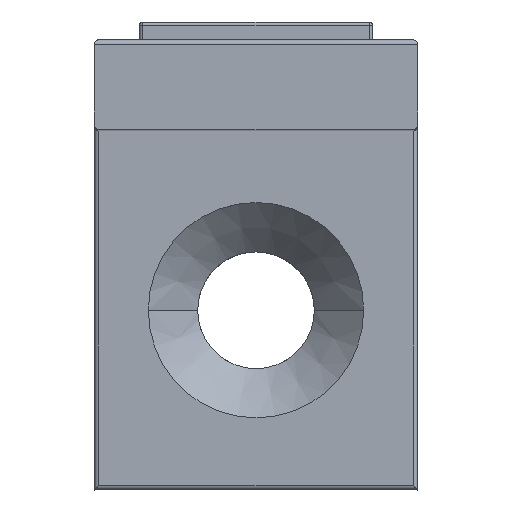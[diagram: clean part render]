
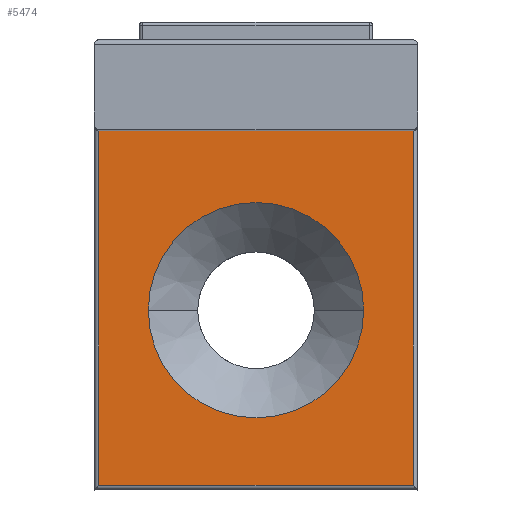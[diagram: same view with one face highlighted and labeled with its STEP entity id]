
A CAD part, top view. The second image highlights one B-rep face of the part: STEP entity #5474.
In plain terms, the highlighted planar face has unit normal (0, 0, 1).
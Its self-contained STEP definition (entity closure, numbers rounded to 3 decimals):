
#127 = VERTEX_POINT ( 'NONE', #12876 ) ;
#607 = AXIS2_PLACEMENT_3D ( 'NONE', #995, #4467, #8870 ) ;
#656 = DIRECTION ( 'NONE',  ( 0., 0., 1. ) ) ;
#713 = CARTESIAN_POINT ( 'NONE',  ( 0., -15., 7.5 ) ) ;
#903 = FACE_OUTER_BOUND ( 'NONE', #1044, .T. ) ;
#995 = CARTESIAN_POINT ( 'NONE',  ( 0., -15., 7.5 ) ) ;
#1044 = EDGE_LOOP ( 'NONE', ( #4327, #8998, #7486, #13119 ) ) ;
#1426 = AXIS2_PLACEMENT_3D ( 'NONE', #5276, #13181, #5419 ) ;
#1495 = VECTOR ( 'NONE', #4968, 1000. ) ;
#2094 = EDGE_CURVE ( 'NONE', #10247, #12981, #10508, .T. ) ;
#2184 = DIRECTION ( 'NONE',  ( 0., 1., 0. ) ) ;
#3383 = LINE ( 'NONE', #12624, #6203 ) ;
#3590 = LINE ( 'NONE', #4762, #8484 ) ;
#3706 = ORIENTED_EDGE ( 'NONE', *, *, #10808, .F. ) ;
#4327 = ORIENTED_EDGE ( 'NONE', *, *, #9735, .T. ) ;
#4467 = DIRECTION ( 'NONE',  ( 0., 0., 1. ) ) ;
#4762 = CARTESIAN_POINT ( 'NONE',  ( 9., -24.75, 7.5 ) ) ;
#4831 = CARTESIAN_POINT ( 'NONE',  ( -6., -15., 7.5 ) ) ;
#4968 = DIRECTION ( 'NONE',  ( -1., 0., 0. ) ) ;
#5276 = CARTESIAN_POINT ( 'NONE',  ( 9., -5., 7.5 ) ) ;
#5419 = DIRECTION ( 'NONE',  ( 0., 1., 0. ) ) ;
#5474 = ADVANCED_FACE ( 'NONE', ( #10902, #903 ), #11866, .F. ) ;
#6142 = CARTESIAN_POINT ( 'NONE',  ( 9., -5., 7.5 ) ) ;
#6170 = VERTEX_POINT ( 'NONE', #6494 ) ;
#6203 = VECTOR ( 'NONE', #2184, 1000. ) ;
#6494 = CARTESIAN_POINT ( 'NONE',  ( -8.75, -5., 7.5 ) ) ;
#6955 = EDGE_LOOP ( 'NONE', ( #11046, #3706 ) ) ;
#7136 = VERTEX_POINT ( 'NONE', #14251 ) ;
#7143 = LINE ( 'NONE', #6142, #1495 ) ;
#7486 = ORIENTED_EDGE ( 'NONE', *, *, #14093, .T. ) ;
#7845 = EDGE_CURVE ( 'NONE', #6170, #7136, #13503, .T. ) ;
#8484 = VECTOR ( 'NONE', #12567, 1000. ) ;
#8832 = CIRCLE ( 'NONE', #607, 6. ) ;
#8870 = DIRECTION ( 'NONE',  ( 1., 0., 0. ) ) ;
#8998 = ORIENTED_EDGE ( 'NONE', *, *, #12124, .T. ) ;
#9735 = EDGE_CURVE ( 'NONE', #7136, #127, #3590, .T. ) ;
#9876 = DIRECTION ( 'NONE',  ( 0., -1., 0. ) ) ;
#10247 = VERTEX_POINT ( 'NONE', #11143 ) ;
#10508 = CIRCLE ( 'NONE', #12773, 6. ) ;
#10517 = VECTOR ( 'NONE', #9876, 1000. ) ;
#10808 = EDGE_CURVE ( 'NONE', #12981, #10247, #8832, .T. ) ;
#10886 = CARTESIAN_POINT ( 'NONE',  ( -8.75, -25., 7.5 ) ) ;
#10902 = FACE_BOUND ( 'NONE', #6955, .T. ) ;
#11046 = ORIENTED_EDGE ( 'NONE', *, *, #2094, .F. ) ;
#11143 = CARTESIAN_POINT ( 'NONE',  ( 6., -15., 7.5 ) ) ;
#11325 = CARTESIAN_POINT ( 'NONE',  ( 8.75, -5., 7.5 ) ) ;
#11866 = PLANE ( 'NONE',  #1426 ) ;
#12124 = EDGE_CURVE ( 'NONE', #127, #13609, #3383, .T. ) ;
#12567 = DIRECTION ( 'NONE',  ( 1., 0., 0. ) ) ;
#12624 = CARTESIAN_POINT ( 'NONE',  ( 8.75, -5., 7.5 ) ) ;
#12773 = AXIS2_PLACEMENT_3D ( 'NONE', #713, #656, #14243 ) ;
#12876 = CARTESIAN_POINT ( 'NONE',  ( 8.75, -24.75, 7.5 ) ) ;
#12981 = VERTEX_POINT ( 'NONE', #4831 ) ;
#13119 = ORIENTED_EDGE ( 'NONE', *, *, #7845, .T. ) ;
#13181 = DIRECTION ( 'NONE',  ( 0., 0., -1. ) ) ;
#13503 = LINE ( 'NONE', #10886, #10517 ) ;
#13609 = VERTEX_POINT ( 'NONE', #11325 ) ;
#14093 = EDGE_CURVE ( 'NONE', #13609, #6170, #7143, .T. ) ;
#14243 = DIRECTION ( 'NONE',  ( 1., 0., 0. ) ) ;
#14251 = CARTESIAN_POINT ( 'NONE',  ( -8.75, -24.75, 7.5 ) ) ;
